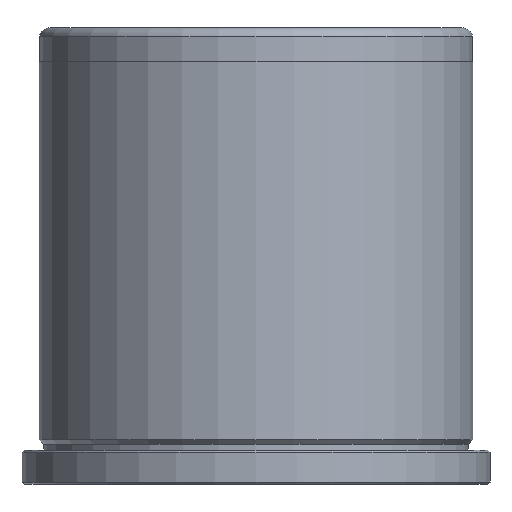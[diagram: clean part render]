
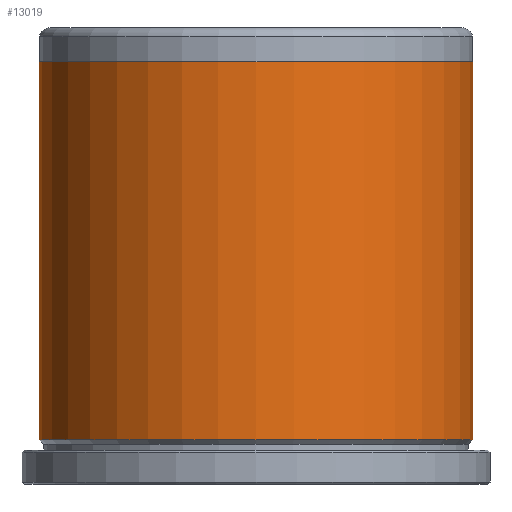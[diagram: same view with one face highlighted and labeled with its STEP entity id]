
A CAD part, front view. The second image highlights one B-rep face of the part: STEP entity #13019.
In plain terms, the highlighted cylindrical face has radius 19 mm (diameter 38 mm), a partial arc.
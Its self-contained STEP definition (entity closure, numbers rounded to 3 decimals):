
#429 = LINE ( 'NONE', #10986, #11281 ) ;
#566 = VERTEX_POINT ( 'NONE', #1854 ) ;
#690 = CARTESIAN_POINT ( 'NONE',  ( 0., 0., 3.9 ) ) ;
#1410 = DIRECTION ( 'NONE',  ( 0., 0., -1. ) ) ;
#1501 = ORIENTED_EDGE ( 'NONE', *, *, #1572, .F. ) ;
#1572 = EDGE_CURVE ( 'NONE', #566, #12220, #429, .T. ) ;
#1854 = CARTESIAN_POINT ( 'NONE',  ( 19., 0., 37. ) ) ;
#2195 = CARTESIAN_POINT ( 'NONE',  ( 0., 0., 40. ) ) ;
#2254 = DIRECTION ( 'NONE',  ( -1., 0., 0. ) ) ;
#2914 = AXIS2_PLACEMENT_3D ( 'NONE', #2195, #15394, #5334 ) ;
#3602 = CARTESIAN_POINT ( 'NONE',  ( -19., 0., 37. ) ) ;
#3890 = CARTESIAN_POINT ( 'NONE',  ( 19., 0., 3.9 ) ) ;
#4361 = EDGE_CURVE ( 'NONE', #12220, #6937, #11345, .T. ) ;
#4417 = AXIS2_PLACEMENT_3D ( 'NONE', #690, #11229, #2254 ) ;
#5334 = DIRECTION ( 'NONE',  ( -1., 0., 0. ) ) ;
#5375 = DIRECTION ( 'NONE',  ( 0., 0., -1. ) ) ;
#5806 = DIRECTION ( 'NONE',  ( 0., 0., 1. ) ) ;
#6561 = EDGE_LOOP ( 'NONE', ( #1501, #14096, #13813, #13443 ) ) ;
#6937 = VERTEX_POINT ( 'NONE', #10654 ) ;
#8613 = VECTOR ( 'NONE', #1410, 1000. ) ;
#8740 = LINE ( 'NONE', #10583, #8613 ) ;
#9294 = AXIS2_PLACEMENT_3D ( 'NONE', #14463, #5806, #15838 ) ;
#10233 = CIRCLE ( 'NONE', #9294, 19. ) ;
#10583 = CARTESIAN_POINT ( 'NONE',  ( -19., 0., 40. ) ) ;
#10654 = CARTESIAN_POINT ( 'NONE',  ( -19., 0., 3.9 ) ) ;
#10986 = CARTESIAN_POINT ( 'NONE',  ( 19., 0., 40. ) ) ;
#11229 = DIRECTION ( 'NONE',  ( 0., 0., -1. ) ) ;
#11281 = VECTOR ( 'NONE', #5375, 1000. ) ;
#11345 = CIRCLE ( 'NONE', #4417, 19. ) ;
#11460 = CYLINDRICAL_SURFACE ( 'NONE', #2914, 19. ) ;
#11488 = FACE_OUTER_BOUND ( 'NONE', #6561, .T. ) ;
#11654 = VERTEX_POINT ( 'NONE', #3602 ) ;
#12220 = VERTEX_POINT ( 'NONE', #3890 ) ;
#13019 = ADVANCED_FACE ( 'NONE', ( #11488 ), #11460, .T. ) ;
#13443 = ORIENTED_EDGE ( 'NONE', *, *, #4361, .F. ) ;
#13813 = ORIENTED_EDGE ( 'NONE', *, *, #15461, .T. ) ;
#14096 = ORIENTED_EDGE ( 'NONE', *, *, #14309, .F. ) ;
#14309 = EDGE_CURVE ( 'NONE', #11654, #566, #10233, .T. ) ;
#14463 = CARTESIAN_POINT ( 'NONE',  ( 0., 0., 37. ) ) ;
#15394 = DIRECTION ( 'NONE',  ( 0., 0., -1. ) ) ;
#15461 = EDGE_CURVE ( 'NONE', #11654, #6937, #8740, .T. ) ;
#15838 = DIRECTION ( 'NONE',  ( 1., 0., 0. ) ) ;
